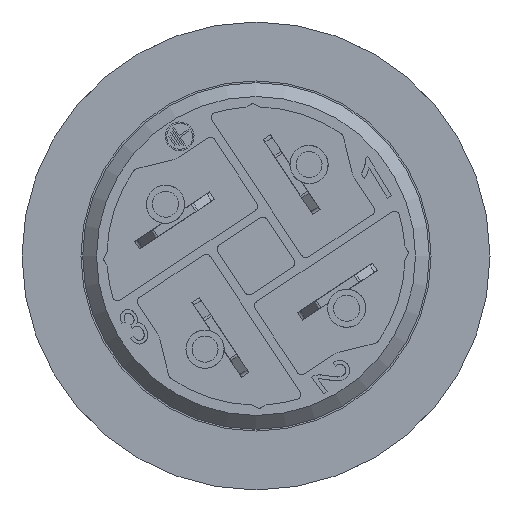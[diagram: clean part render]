
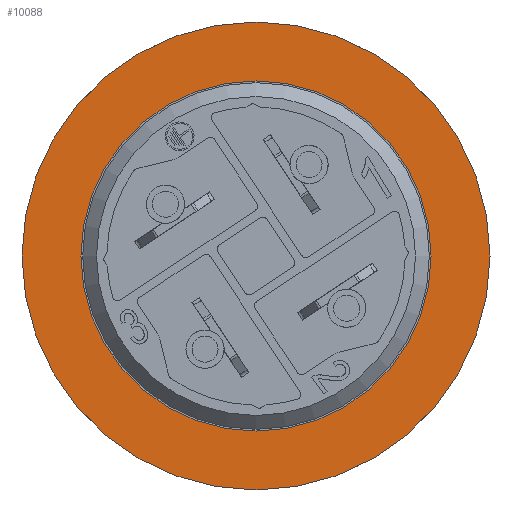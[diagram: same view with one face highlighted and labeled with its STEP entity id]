
A CAD part, front view. The second image highlights one B-rep face of the part: STEP entity #10088.
In plain terms, the highlighted planar face has unit normal (0, -1, 0).
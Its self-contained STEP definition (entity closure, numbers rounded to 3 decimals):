
#10088=ADVANCED_FACE('',(#10788,#10789),#10558,.T.);
#10558=PLANE('',#22441);
#10788=FACE_BOUND('',#11566,.T.);
#10789=FACE_BOUND('',#11567,.T.);
#11566=EDGE_LOOP('',(#15625));
#11567=EDGE_LOOP('',(#15626));
#15625=ORIENTED_EDGE('',*,*,#20243,.T.);
#15626=ORIENTED_EDGE('',*,*,#20244,.F.);
#17977=VERTEX_POINT('',#33412);
#17978=VERTEX_POINT('',#33414);
#20243=EDGE_CURVE('',#17977,#17977,#21238,.T.);
#20244=EDGE_CURVE('',#17978,#17978,#21239,.T.);
#21238=CIRCLE('',#22439,10.1);
#21239=CIRCLE('',#22440,13.5);
#22439=AXIS2_PLACEMENT_3D('',#33411,#25668,#25669);
#22440=AXIS2_PLACEMENT_3D('',#33413,#25670,#25671);
#22441=AXIS2_PLACEMENT_3D('',#33415,#25672,#25673);
#25668=DIRECTION('',(0.,1.,0.));
#25669=DIRECTION('',(1.,0.,0.));
#25670=DIRECTION('',(0.,1.,0.));
#25671=DIRECTION('',(1.,0.,0.));
#25672=DIRECTION('',(0.,-1.,0.));
#25673=DIRECTION('',(0.,0.,1.));
#33411=CARTESIAN_POINT('',(-21.97,-23.163,-132.162));
#33412=CARTESIAN_POINT('',(-11.87,-23.163,-132.162));
#33413=CARTESIAN_POINT('',(-21.97,-23.163,-132.162));
#33414=CARTESIAN_POINT('',(-8.47,-23.163,-132.162));
#33415=CARTESIAN_POINT('',(-7.795,-23.163,-146.337));
